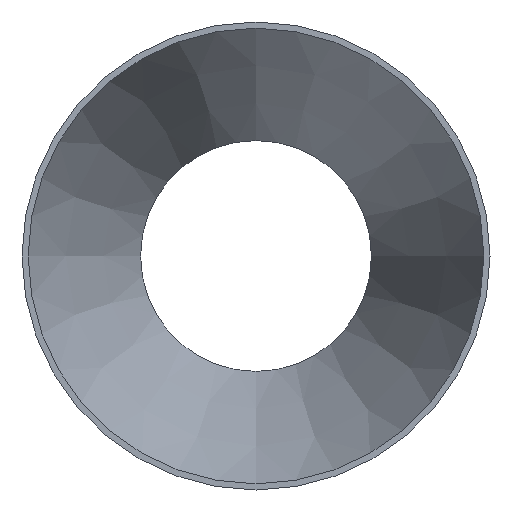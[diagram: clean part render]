
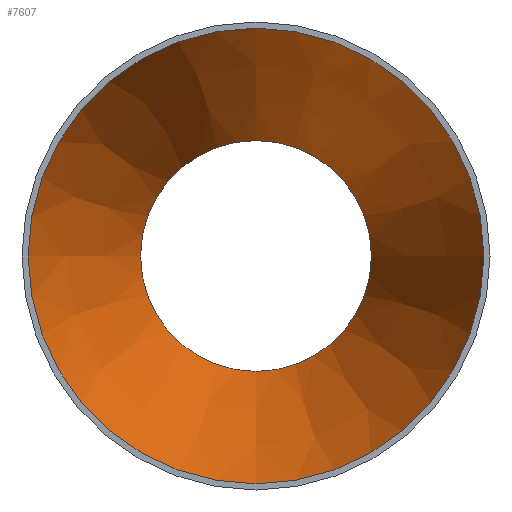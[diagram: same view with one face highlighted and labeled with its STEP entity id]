
A CAD part, front view. The second image highlights one B-rep face of the part: STEP entity #7607.
In plain terms, the highlighted conical face has half-angle 20.969 degrees and reference radius 157.666 mm.
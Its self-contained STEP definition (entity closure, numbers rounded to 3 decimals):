
#1949 = DIRECTION ( 'NONE',  ( 0., -1., 0. ) ) ;
#4801 = CARTESIAN_POINT ( 'NONE',  ( 0., 0., 0. ) ) ;
#6253 = CIRCLE ( 'NONE', #32341, 157.666 ) ;
#7358 = FACE_BOUND ( 'NONE', #24538, .T. ) ;
#7607 = ADVANCED_FACE ( 'NONE', ( #7358, #21432 ), #30882, .F. ) ;
#8065 = VERTEX_POINT ( 'NONE', #8249 ) ;
#8249 = CARTESIAN_POINT ( 'NONE',  ( 0., 0., -157.666 ) ) ;
#10924 = CARTESIAN_POINT ( 'NONE',  ( 0., 203., -79.866 ) ) ;
#11838 = AXIS2_PLACEMENT_3D ( 'NONE', #16542, #14044, #22638 ) ;
#12667 = CARTESIAN_POINT ( 'NONE',  ( 0., 0., 0. ) ) ;
#13524 = EDGE_LOOP ( 'NONE', ( #23357 ) ) ;
#14044 = DIRECTION ( 'NONE',  ( 0., -1., 0. ) ) ;
#16542 = CARTESIAN_POINT ( 'NONE',  ( 0., 203., 0. ) ) ;
#16588 = DIRECTION ( 'NONE',  ( 0., 0., -1. ) ) ;
#16727 = CIRCLE ( 'NONE', #11838, 79.866 ) ;
#17347 = EDGE_CURVE ( 'NONE', #37001, #37001, #16727, .T. ) ;
#19795 = ORIENTED_EDGE ( 'NONE', *, *, #17347, .F. ) ;
#21163 = AXIS2_PLACEMENT_3D ( 'NONE', #12667, #24863, #24290 ) ;
#21432 = FACE_OUTER_BOUND ( 'NONE', #13524, .T. ) ;
#22638 = DIRECTION ( 'NONE',  ( 0., 0., -1. ) ) ;
#23357 = ORIENTED_EDGE ( 'NONE', *, *, #37317, .T. ) ;
#24290 = DIRECTION ( 'NONE',  ( 0., 0., -1. ) ) ;
#24538 = EDGE_LOOP ( 'NONE', ( #19795 ) ) ;
#24863 = DIRECTION ( 'NONE',  ( 0., -1., 0. ) ) ;
#30882 = CONICAL_SURFACE ( 'NONE', #21163, 157.666, 0.366 ) ;
#32341 = AXIS2_PLACEMENT_3D ( 'NONE', #4801, #1949, #16588 ) ;
#37001 = VERTEX_POINT ( 'NONE', #10924 ) ;
#37317 = EDGE_CURVE ( 'NONE', #8065, #8065, #6253, .T. ) ;
